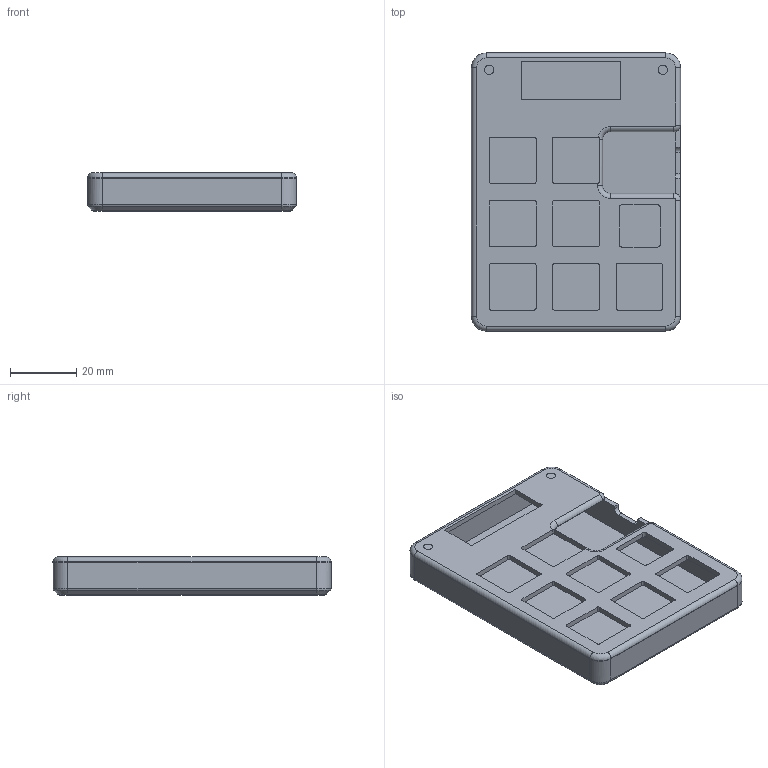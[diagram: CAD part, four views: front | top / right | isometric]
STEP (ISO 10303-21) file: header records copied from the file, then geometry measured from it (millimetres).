
FILE_DESCRIPTION(('HOOPS Exchange Step'),'2;1');
FILE_NAME('temp_export','2024-10-25T14:17:48+01:00',('mobile'),('Shapr3D Limited'),'HOOPS Exchange 2024.2','Shapr3D','Authorized');
FILE_SCHEMA( ('AP242_MANAGED_MODEL_BASED_3D_ENGINEERING_MIM_LF {1 0 10303 442 1 1 4 }') );
Length unit declared in the file: millimetre
Products named in the file (1): root
Bounding box: 62.99 x 83.79 x 11.5 mm (x, y, z)
Volume: 15721.3 mm3; surface area: 22559.2 mm2
Topology: 2 solids, 2 shells, 172 faces, 464 edges, 297 vertices
Faces by surface type: plane 74, cylinder 70, torus 12, bspline 12, cone 4
Full cylindrical faces by diameter (mm): 2.75 x4
Entity records: 6763 total; most frequent: CARTESIAN_POINT 2255, DIRECTION 960, ORIENTED_EDGE 928, EDGE_CURVE 464, AXIS2_PLACEMENT_3D 345, VERTEX_POINT 297, VECTOR 270, LINE 270
